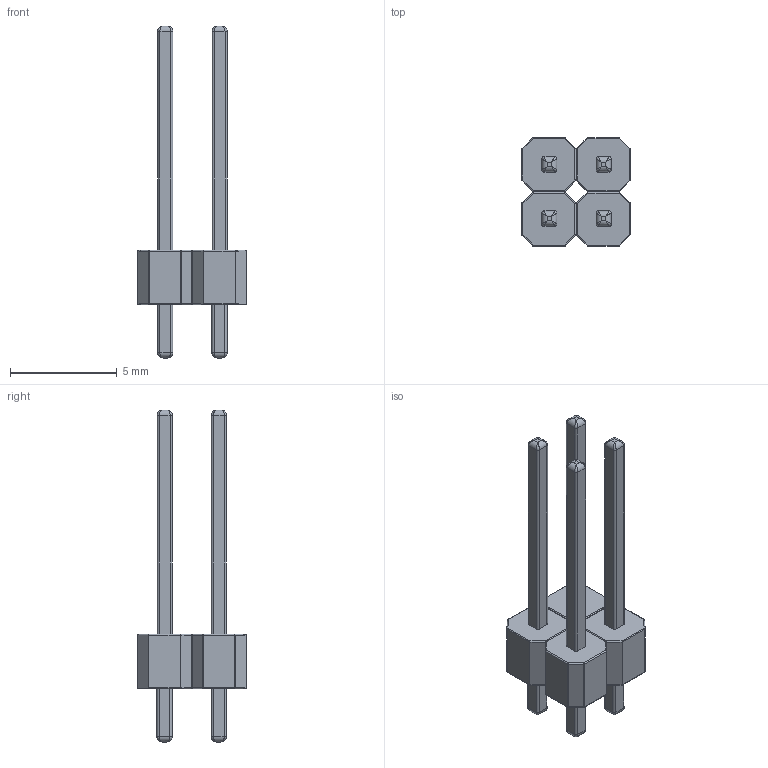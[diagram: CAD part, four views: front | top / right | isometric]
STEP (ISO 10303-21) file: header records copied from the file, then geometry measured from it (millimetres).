
FILE_DESCRIPTION(/* description */ (''),/* implementation_level */ '2;1');
FILE_NAME(/* name */ 'Header 2x2.step',/* time_stamp */ '2024-09-19T19:11:08+02:00',/* author */ (''),/* organization */ (''),/* preprocessor_version */ 'ST-DEVELOPER v20',/* originating_system */ 'Autodesk Translation Framework v13.14.0.145',/* authorisation */ '');
FILE_SCHEMA (('AUTOMOTIVE_DESIGN { 1 0 10303 214 3 1 1 }'));
Length unit declared in the file: millimetre
Products named in the file (4): Header 1; Header 1 pin; Body2; Component12
Assembly tree (3 placements, depth 2):
  Header 1
    Header 1 pin
    Body2
    Component12
Bounding box: 5.08 x 5.08 x 15.54 mm (x, y, z)
Volume: 85.2 mm3; surface area: 271.9 mm2
Topology: 4 solids, 4 shells, 336 faces, 704 edges, 352 vertices
Faces by surface type: cylinder 160, plane 80, sphere 64, bspline 32
Entity records: 9242 total; most frequent: CARTESIAN_POINT 1975, DIRECTION 1614, ORIENTED_EDGE 1344, EDGE_CURVE 672, AXIS2_PLACEMENT_3D 631, LINE 352, VECTOR 352, VERTEX_POINT 352
